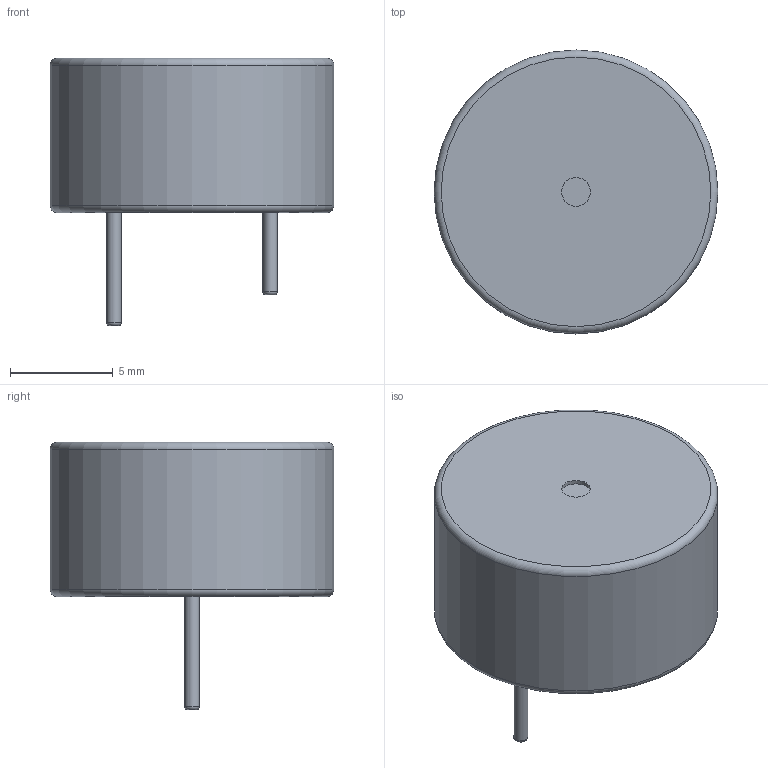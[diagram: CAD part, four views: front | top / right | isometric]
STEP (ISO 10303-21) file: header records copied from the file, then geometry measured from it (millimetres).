
FILE_DESCRIPTION(/* description */ ('model of Indicator_PUI_AI-1440-TWT-24V-2-R'),/* implementation_level */ '2;1');
FILE_NAME(/* name */ 'Indicator_PUI_AI-1440-TWT-24V-2-R.step',/* time_stamp */ '2020-09-13T22:05:38',/* author */ ('kicad StepUp','ksu'),/* organization */ ('FreeCAD'),/* preprocessor_version */ 'OCC',/* originating_system */ 'kicad StepUp',/* authorisation */ '');
FILE_SCHEMA(('AUTOMOTIVE_DESIGN { 1 0 10303 214 1 1 1 1 }'));
Length unit declared in the file: millimetre
Products named in the file (1): Indicator_PUI_AI_1440_TWT_24V_2_R
Bounding box: 13.8 x 13.8 x 13 mm (x, y, z)
Volume: 1122.9 mm3; surface area: 632.8 mm2
Topology: 1 solids, 1 shells, 13 faces, 20 edges, 12 vertices
Faces by surface type: plane 5, cylinder 4, torus 4
Full cylindrical faces by diameter (mm): 0.7 x2, 1.4 x1, 13.8 x1
Entity records: 371 total; most frequent: DIRECTION 64, CARTESIAN_POINT 46, ORIENTED_EDGE 40, AXIS2_PLACEMENT_3D 30, EDGE_CURVE 20, FACE_BOUND 16, EDGE_LOOP 16, CIRCLE 16
